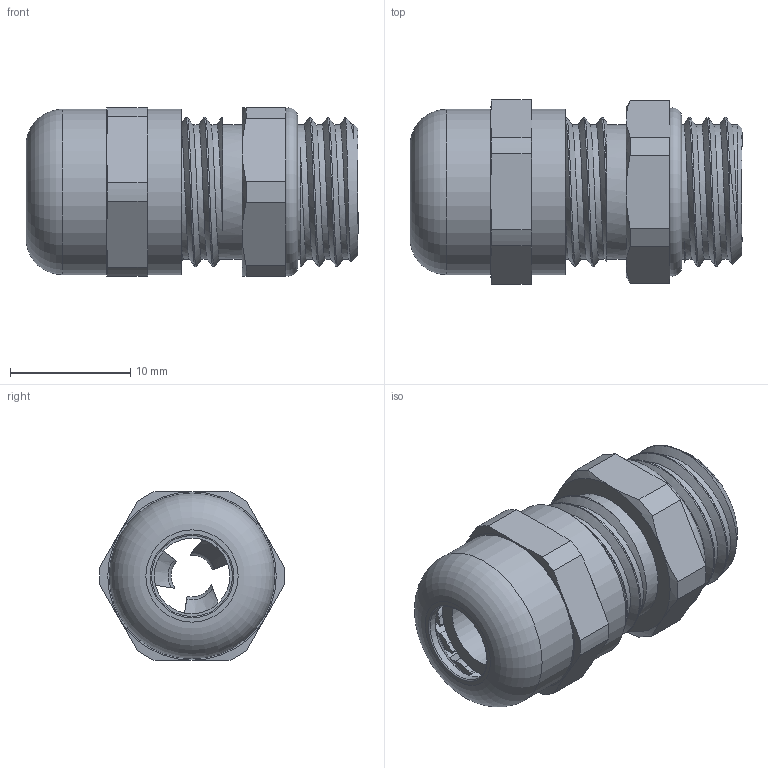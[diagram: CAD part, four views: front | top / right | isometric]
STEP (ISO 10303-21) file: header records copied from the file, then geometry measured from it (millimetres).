
FILE_DESCRIPTION(/* description */ ('Euro-Top-EMV 2. Gen. PG 7'),/* implementation_level */ '2;1');
FILE_NAME(/* name */ '61080407-RST.stp',/* time_stamp */ '2020-02-14T08:37:32+01:00',/* author */ ('sl'),/* organization */ (''),/* preprocessor_version */ 'ST-DEVELOPER v16.5',/* originating_system */ 'Autodesk Inventor 2017',/* authorisation */ '');
FILE_SCHEMA (('AUTOMOTIVE_DESIGN { 1 0 10303 214 3 1 1 }'));
Length unit declared in the file: millimetre
Products named in the file (7): 61080407; 61080407_1; 61080407_2; 61080407_3; 61080407_4; 61080407_5; 61080407_6
Assembly tree (6 placements, depth 2):
  61080407
    61080407_1
    61080407_2
    61080407_3
    61080407_4
    61080407_5
    61080407_6
Bounding box: 27.59 x 15.35 x 14 mm (x, y, z)
Volume: 1976.8 mm3; surface area: 4731.5 mm2
Topology: 6 solids, 6 shells, 295 faces, 805 edges, 529 vertices
Faces by surface type: plane 124, cylinder 97, cone 35, torus 27, bspline 12
Full cylindrical faces by diameter (mm): 6.28 x1, 6.72 x1, 6.88 x2, 7.08 x3, 8.64 x1, 9.16 x1, 9.22 x1, 9.3 x1, 9.53 x1, 9.66 x1, 9.82 x1, 11.17 x3, 11.18 x3, 11.48 x1, 12.75 x6, 13.75 x2, 13.77 x1
Entity records: 11952 total; most frequent: CARTESIAN_POINT 4920, ORIENTED_EDGE 1454, DIRECTION 1421, EDGE_CURVE 727, AXIS2_PLACEMENT_3D 574, VERTEX_POINT 493, EDGE_LOOP 334, FACE_OUTER_BOUND 284
